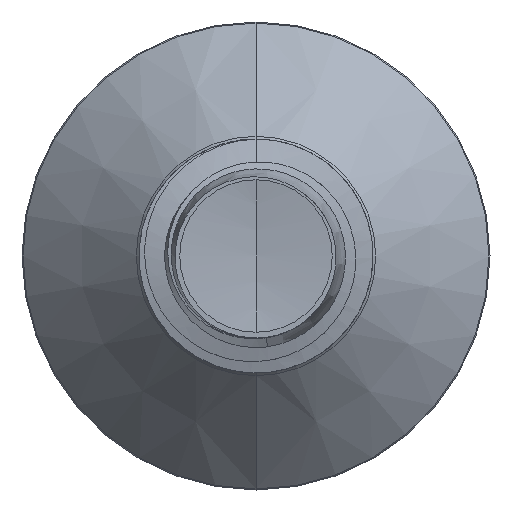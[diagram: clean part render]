
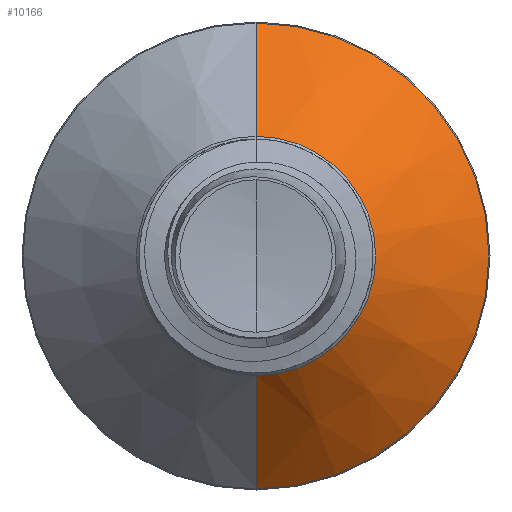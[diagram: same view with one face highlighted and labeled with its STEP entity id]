
A CAD part, front view. The second image highlights one B-rep face of the part: STEP entity #10166.
In plain terms, the highlighted conical face has half-angle 45 degrees and reference radius 2.302 mm.
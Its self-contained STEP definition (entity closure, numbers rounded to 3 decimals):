
#227 = DIRECTION ( 'NONE',  ( 0., 1., 0. ) ) ;
#486 = CARTESIAN_POINT ( 'NONE',  ( 0., 7.28, 4.48 ) ) ;
#820 = AXIS2_PLACEMENT_3D ( 'NONE', #8409, #227, #9749 ) ;
#1114 = CARTESIAN_POINT ( 'NONE',  ( 0., 5.102, 2.302 ) ) ;
#1408 = VERTEX_POINT ( 'NONE', #13678 ) ;
#1896 = AXIS2_PLACEMENT_3D ( 'NONE', #3981, #13359, #5362 ) ;
#2909 = DIRECTION ( 'NONE',  ( 0., 0., 1. ) ) ;
#3322 = CIRCLE ( 'NONE', #820, 2.302 ) ;
#3936 = LINE ( 'NONE', #1114, #14211 ) ;
#3981 = CARTESIAN_POINT ( 'NONE',  ( 0., 7.28, 0. ) ) ;
#4575 = CARTESIAN_POINT ( 'NONE',  ( 0., 5.102, -2.302 ) ) ;
#5362 = DIRECTION ( 'NONE',  ( 0., 0., 1. ) ) ;
#5763 = VERTEX_POINT ( 'NONE', #12474 ) ;
#5854 = LINE ( 'NONE', #8350, #16073 ) ;
#6129 = CONICAL_SURFACE ( 'NONE', #8248, 2.302, 0.785 ) ;
#8248 = AXIS2_PLACEMENT_3D ( 'NONE', #16278, #13681, #2909 ) ;
#8350 = CARTESIAN_POINT ( 'NONE',  ( 0., 5.102, -2.302 ) ) ;
#8409 = CARTESIAN_POINT ( 'NONE',  ( 0., 5.102, 0. ) ) ;
#9347 = VERTEX_POINT ( 'NONE', #4575 ) ;
#9749 = DIRECTION ( 'NONE',  ( 0., 0., 1. ) ) ;
#10166 = ADVANCED_FACE ( 'NONE', ( #14059 ), #6129, .T. ) ;
#10334 = ORIENTED_EDGE ( 'NONE', *, *, #15449, .T. ) ;
#11062 = VERTEX_POINT ( 'NONE', #486 ) ;
#11515 = EDGE_LOOP ( 'NONE', ( #17156, #10334, #12785, #12425 ) ) ;
#12114 = EDGE_CURVE ( 'NONE', #5763, #9347, #3322, .T. ) ;
#12425 = ORIENTED_EDGE ( 'NONE', *, *, #17135, .F. ) ;
#12474 = CARTESIAN_POINT ( 'NONE',  ( 0., 5.102, 2.302 ) ) ;
#12785 = ORIENTED_EDGE ( 'NONE', *, *, #15715, .F. ) ;
#13278 = DIRECTION ( 'NONE',  ( 0., 0.707, 0.707 ) ) ;
#13359 = DIRECTION ( 'NONE',  ( 0., 1., 0. ) ) ;
#13678 = CARTESIAN_POINT ( 'NONE',  ( 0., 7.28, -4.48 ) ) ;
#13681 = DIRECTION ( 'NONE',  ( 0., 1., 0. ) ) ;
#14059 = FACE_OUTER_BOUND ( 'NONE', #11515, .T. ) ;
#14211 = VECTOR ( 'NONE', #13278, 1000. ) ;
#15241 = CIRCLE ( 'NONE', #1896, 4.48 ) ;
#15449 = EDGE_CURVE ( 'NONE', #9347, #1408, #5854, .T. ) ;
#15715 = EDGE_CURVE ( 'NONE', #11062, #1408, #15241, .T. ) ;
#16073 = VECTOR ( 'NONE', #16277, 1000. ) ;
#16277 = DIRECTION ( 'NONE',  ( 0., 0.707, -0.707 ) ) ;
#16278 = CARTESIAN_POINT ( 'NONE',  ( 0., 5.102, 0. ) ) ;
#17135 = EDGE_CURVE ( 'NONE', #5763, #11062, #3936, .T. ) ;
#17156 = ORIENTED_EDGE ( 'NONE', *, *, #12114, .T. ) ;
